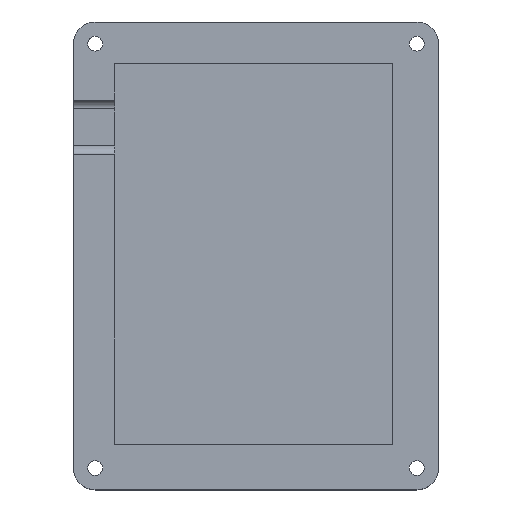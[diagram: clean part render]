
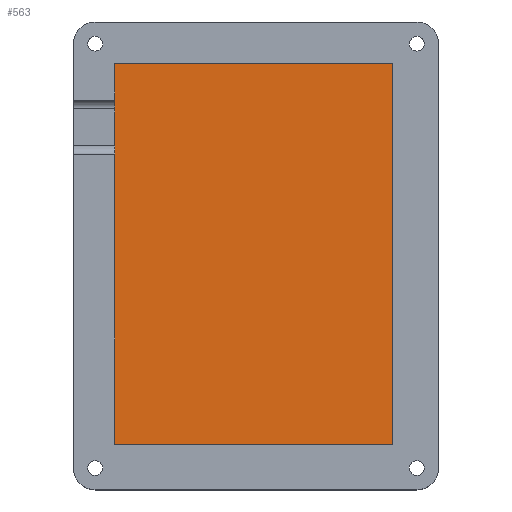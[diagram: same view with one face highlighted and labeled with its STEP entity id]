
A CAD part, top view. The second image highlights one B-rep face of the part: STEP entity #563.
In plain terms, the highlighted planar face has unit normal (0, 0, 1).
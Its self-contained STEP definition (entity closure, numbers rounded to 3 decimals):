
#35=PLANE('',#625);
#59=FACE_OUTER_BOUND('',#95,.T.);
#95=EDGE_LOOP('',(#457,#458,#459,#460));
#155=LINE('',#931,#205);
#156=LINE('',#933,#206);
#157=LINE('',#935,#207);
#158=LINE('',#936,#208);
#205=VECTOR('',#753,10.);
#206=VECTOR('',#754,10.);
#207=VECTOR('',#755,10.);
#208=VECTOR('',#756,10.);
#285=VERTEX_POINT('',#929);
#286=VERTEX_POINT('',#930);
#287=VERTEX_POINT('',#932);
#288=VERTEX_POINT('',#934);
#351=EDGE_CURVE('',#285,#286,#155,.T.);
#352=EDGE_CURVE('',#287,#285,#156,.T.);
#353=EDGE_CURVE('',#288,#287,#157,.T.);
#354=EDGE_CURVE('',#286,#288,#158,.T.);
#457=ORIENTED_EDGE('',*,*,#351,.F.);
#458=ORIENTED_EDGE('',*,*,#352,.F.);
#459=ORIENTED_EDGE('',*,*,#353,.F.);
#460=ORIENTED_EDGE('',*,*,#354,.F.);
#563=ADVANCED_FACE('',(#59),#35,.T.);
#625=AXIS2_PLACEMENT_3D('',#928,#751,#752);
#751=DIRECTION('center_axis',(0.,0.,1.));
#752=DIRECTION('ref_axis',(1.,0.,0.));
#753=DIRECTION('',(-1.,0.,0.));
#754=DIRECTION('',(0.,-1.,0.));
#755=DIRECTION('',(1.,0.,0.));
#756=DIRECTION('',(0.,1.,0.));
#928=CARTESIAN_POINT('Origin',(-13.,6.15,3.));
#929=CARTESIAN_POINT('',(19.,-37.7,3.));
#930=CARTESIAN_POINT('',(-45.,-37.7,3.));
#931=CARTESIAN_POINT('',(3.,-37.7,3.));
#932=CARTESIAN_POINT('',(19.,50.,3.));
#933=CARTESIAN_POINT('',(19.,28.075,3.));
#934=CARTESIAN_POINT('',(-45.,50.,3.));
#935=CARTESIAN_POINT('',(-29.,50.,3.));
#936=CARTESIAN_POINT('',(-45.,-15.775,3.));
